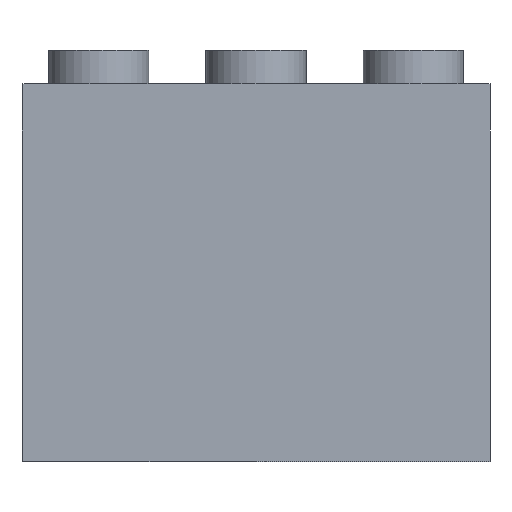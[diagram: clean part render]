
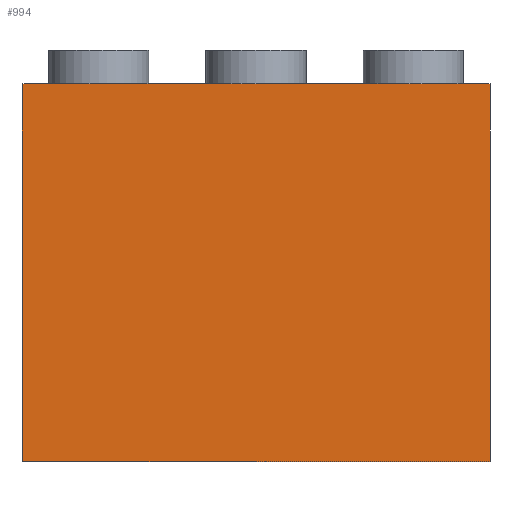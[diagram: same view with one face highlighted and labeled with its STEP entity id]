
A CAD part, front view. The second image highlights one B-rep face of the part: STEP entity #994.
In plain terms, the highlighted planar face has unit normal (0, -1, 0).
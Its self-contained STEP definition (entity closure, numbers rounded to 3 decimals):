
#99=FACE_OUTER_BOUND('',#160,.T.);
#160=EDGE_LOOP('',(#848,#849,#850,#851));
#268=LINE('',#1548,#386);
#282=LINE('',#1608,#400);
#283=LINE('',#1611,#401);
#284=LINE('',#1612,#402);
#386=VECTOR('',#1256,10.);
#400=VECTOR('',#1328,10.);
#401=VECTOR('',#1331,10.);
#402=VECTOR('',#1332,10.);
#474=VERTEX_POINT('',#1545);
#475=VERTEX_POINT('',#1547);
#492=VERTEX_POINT('',#1606);
#493=VERTEX_POINT('',#1610);
#592=EDGE_CURVE('',#475,#474,#268,.T.);
#620=EDGE_CURVE('',#474,#492,#282,.T.);
#621=EDGE_CURVE('',#493,#492,#283,.T.);
#622=EDGE_CURVE('',#475,#493,#284,.T.);
#848=ORIENTED_EDGE('',*,*,#592,.T.);
#849=ORIENTED_EDGE('',*,*,#620,.T.);
#850=ORIENTED_EDGE('',*,*,#621,.F.);
#851=ORIENTED_EDGE('',*,*,#622,.F.);
#937=PLANE('',#1079);
#994=ADVANCED_FACE('',(#99),#937,.T.);
#1079=AXIS2_PLACEMENT_3D('',#1609,#1329,#1330);
#1256=DIRECTION('',(1.,0.,0.));
#1328=DIRECTION('',(0.,0.,1.));
#1329=DIRECTION('center_axis',(0.,-1.,0.));
#1330=DIRECTION('ref_axis',(1.,0.,0.));
#1331=DIRECTION('',(1.,0.,0.));
#1332=DIRECTION('',(0.,0.,1.));
#1545=CARTESIAN_POINT('',(23.816,-23.827,0.));
#1547=CARTESIAN_POINT('',(0.018,-23.827,0.));
#1548=CARTESIAN_POINT('',(0.018,-23.827,0.));
#1606=CARTESIAN_POINT('',(23.816,-23.827,19.2));
#1608=CARTESIAN_POINT('',(23.816,-23.827,0.));
#1609=CARTESIAN_POINT('Origin',(0.018,-23.827,0.));
#1610=CARTESIAN_POINT('',(0.018,-23.827,19.2));
#1611=CARTESIAN_POINT('',(0.018,-23.827,19.2));
#1612=CARTESIAN_POINT('',(0.018,-23.827,0.));
